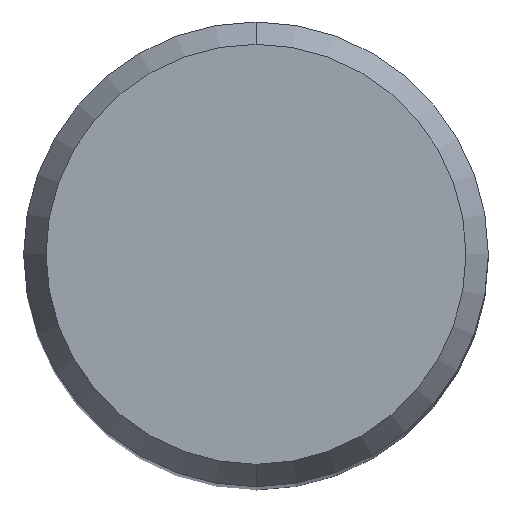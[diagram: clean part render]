
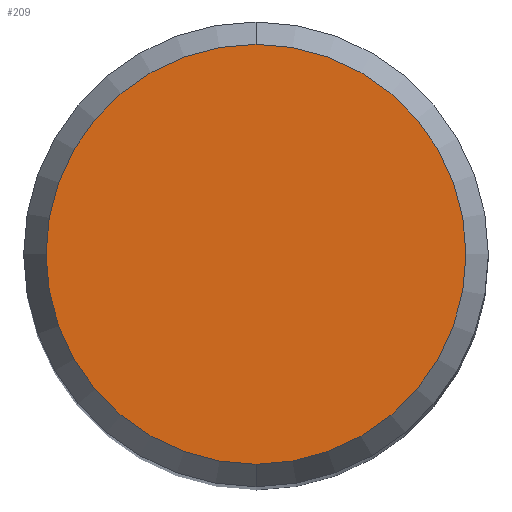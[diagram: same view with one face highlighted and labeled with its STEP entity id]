
A CAD part, top view. The second image highlights one B-rep face of the part: STEP entity #209.
In plain terms, the highlighted planar face has unit normal (0, 0, 1).
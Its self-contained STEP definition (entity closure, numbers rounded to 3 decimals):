
#143=VERTEX_POINT('',#349);
#207=EDGE_CURVE('',#143,#305,#420,.T.);
#209=ADVANCED_FACE('',(#422),#423,.T.);
#251=EDGE_CURVE('',#305,#143,#471,.T.);
#305=VERTEX_POINT('',#534);
#349=CARTESIAN_POINT('',(0.,-4.304,0.01));
#420=CIRCLE('',#664,4.304);
#422=FACE_OUTER_BOUND('',#666,.T.);
#423=PLANE('',#667);
#471=CIRCLE('',#727,4.304);
#534=CARTESIAN_POINT('',(0.0,4.304,0.01));
#664=AXIS2_PLACEMENT_3D('',#916,#917,#918);
#666=EDGE_LOOP('',(#920,#921));
#667=AXIS2_PLACEMENT_3D('',#922,#923,#924);
#727=AXIS2_PLACEMENT_3D('',#996,#997,#998);
#916=CARTESIAN_POINT('',(0.0,0.0,0.01));
#917=DIRECTION('',(0.0,0.0,-1.0));
#918=DIRECTION('',(0.0,1.0,0.0));
#920=ORIENTED_EDGE('',*,*,#251,.F.);
#921=ORIENTED_EDGE('',*,*,#207,.F.);
#922=CARTESIAN_POINT('',(0.0,2.152,0.01));
#923=DIRECTION('',(-0.0,0.0,1.0));
#924=DIRECTION('',(0.0,-1.0,0.0));
#996=CARTESIAN_POINT('',(0.0,0.0,0.01));
#997=DIRECTION('',(0.0,0.0,-1.0));
#998=DIRECTION('',(0.0,1.0,0.0));
